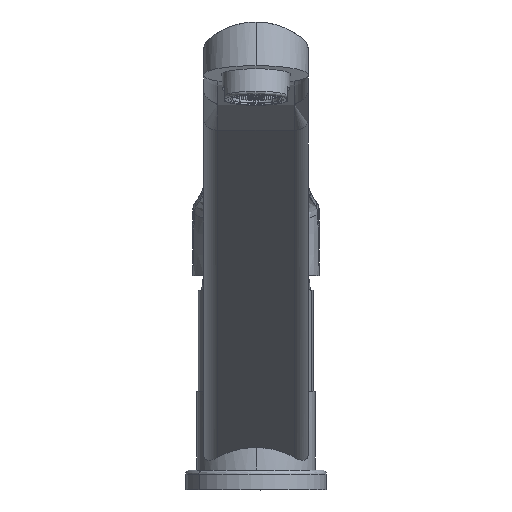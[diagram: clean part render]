
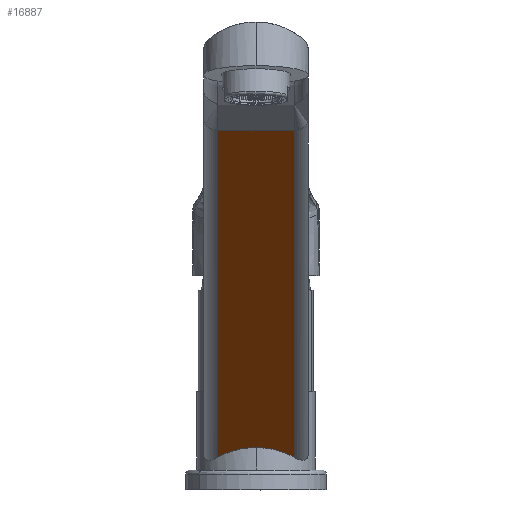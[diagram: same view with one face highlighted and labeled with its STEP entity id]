
A CAD part, top view. The second image highlights one B-rep face of the part: STEP entity #16887.
In plain terms, the highlighted planar face has unit normal (0, -0.819, 0.574).
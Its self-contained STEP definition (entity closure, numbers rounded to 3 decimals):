
#1058 = CARTESIAN_POINT ( 'NONE',  ( 13.6, 127.207, 181.314 ) ) ;
#7806 = EDGE_LOOP ( 'NONE', ( #43430, #49055, #49097, #67531, #19511 ) ) ;
#8307 = EDGE_CURVE ( 'NONE', #103445, #20032, #34716, .T. ) ;
#14677 = CARTESIAN_POINT ( 'NONE',  ( -13.6, 11.454, 16.001 ) ) ;
#16887 = ADVANCED_FACE ( 'NONE', ( #24327 ), #33247, .T. ) ;
#17812 = VECTOR ( 'NONE', #89008, 1000. ) ;
#19511 = ORIENTED_EDGE ( 'NONE', *, *, #97753, .T. ) ;
#20032 = VERTEX_POINT ( 'NONE', #76369 ) ;
#24327 = FACE_OUTER_BOUND ( 'NONE', #7806, .T. ) ;
#24494 = AXIS2_PLACEMENT_3D ( 'NONE', #81442, #33585, #89487 ) ;
#25731 = EDGE_CURVE ( 'NONE', #94875, #103445, #97324, .T. ) ;
#31013 = CARTESIAN_POINT ( 'NONE',  ( 13.6, 11.454, 16.001 ) ) ;
#33247 = PLANE ( 'NONE',  #24494 ) ;
#33585 = DIRECTION ( 'NONE',  ( 0., -0.819, 0.574 ) ) ;
#34716 =( BOUNDED_CURVE ( )  B_SPLINE_CURVE ( 3, ( #14677, #38068, #82495, #38769 ),
 .UNSPECIFIED., .F., .F. ) 
 B_SPLINE_CURVE_WITH_KNOTS ( ( 4, 4 ),
 ( 2.437, 3.142 ),
 .UNSPECIFIED. ) 
 CURVE ( )  GEOMETRIC_REPRESENTATION_ITEM ( )  RATIONAL_B_SPLINE_CURVE ( ( 1., 0.959, 0.959, 1. ) ) 
 REPRESENTATION_ITEM ( '' )  );
#35714 = VERTEX_POINT ( 'NONE', #1058 ) ;
#36399 = CARTESIAN_POINT ( 'NONE',  ( 18.6, 127.207, 181.314 ) ) ;
#38068 = CARTESIAN_POINT ( 'NONE',  ( -9.763, 13.738, 19.263 ) ) ;
#38769 = CARTESIAN_POINT ( 'NONE',  ( 0., 14.955, 21. ) ) ;
#39000 = LINE ( 'NONE', #49187, #17812 ) ;
#42327 = LINE ( 'NONE', #36399, #103507 ) ;
#43430 = ORIENTED_EDGE ( 'NONE', *, *, #25731, .T. ) ;
#49055 = ORIENTED_EDGE ( 'NONE', *, *, #8307, .T. ) ;
#49097 = ORIENTED_EDGE ( 'NONE', *, *, #95776, .T. ) ;
#49187 = CARTESIAN_POINT ( 'NONE',  ( 13.6, 127.207, 181.314 ) ) ;
#55342 = VERTEX_POINT ( 'NONE', #94510 ) ;
#61587 = DIRECTION ( 'NONE',  ( 0., -0.574, -0.819 ) ) ;
#62801 = CARTESIAN_POINT ( 'NONE',  ( 5.036, 14.955, 21. ) ) ;
#64932 =( BOUNDED_CURVE ( )  B_SPLINE_CURVE ( 3, ( #70840, #62801, #78837, #31013 ),
 .UNSPECIFIED., .F., .T. ) 
 B_SPLINE_CURVE_WITH_KNOTS ( ( 4, 4 ),
 ( 3.142, 3.846 ),
 .UNSPECIFIED. ) 
 CURVE ( )  GEOMETRIC_REPRESENTATION_ITEM ( )  RATIONAL_B_SPLINE_CURVE ( ( 1., 0.959, 0.959, 1. ) ) 
 REPRESENTATION_ITEM ( '' )  );
#66967 = EDGE_CURVE ( 'NONE', #35714, #55342, #39000, .T. ) ;
#67531 = ORIENTED_EDGE ( 'NONE', *, *, #66967, .F. ) ;
#70840 = CARTESIAN_POINT ( 'NONE',  ( 0., 14.955, 21. ) ) ;
#72338 = CARTESIAN_POINT ( 'NONE',  ( -13.6, 127.207, 181.314 ) ) ;
#76066 = VECTOR ( 'NONE', #61587, 1000. ) ;
#76369 = CARTESIAN_POINT ( 'NONE',  ( 0., 14.955, 21. ) ) ;
#76948 = CARTESIAN_POINT ( 'NONE',  ( -13.6, 127.207, 181.314 ) ) ;
#78837 = CARTESIAN_POINT ( 'NONE',  ( 9.763, 13.738, 19.263 ) ) ;
#81442 = CARTESIAN_POINT ( 'NONE',  ( 18.6, 7., 9.64 ) ) ;
#81861 = CARTESIAN_POINT ( 'NONE',  ( -13.6, 11.454, 16.001 ) ) ;
#82495 = CARTESIAN_POINT ( 'NONE',  ( -5.036, 14.955, 21. ) ) ;
#89008 = DIRECTION ( 'NONE',  ( 0., -0.574, -0.819 ) ) ;
#89487 = DIRECTION ( 'NONE',  ( 0., 0.574, 0.819 ) ) ;
#92967 = DIRECTION ( 'NONE',  ( -1., 0., 0. ) ) ;
#94510 = CARTESIAN_POINT ( 'NONE',  ( 13.6, 11.454, 16.001 ) ) ;
#94875 = VERTEX_POINT ( 'NONE', #72338 ) ;
#95776 = EDGE_CURVE ( 'NONE', #20032, #55342, #64932, .T. ) ;
#97324 = LINE ( 'NONE', #76948, #76066 ) ;
#97753 = EDGE_CURVE ( 'NONE', #35714, #94875, #42327, .T. ) ;
#103445 = VERTEX_POINT ( 'NONE', #81861 ) ;
#103507 = VECTOR ( 'NONE', #92967, 1000. ) ;
